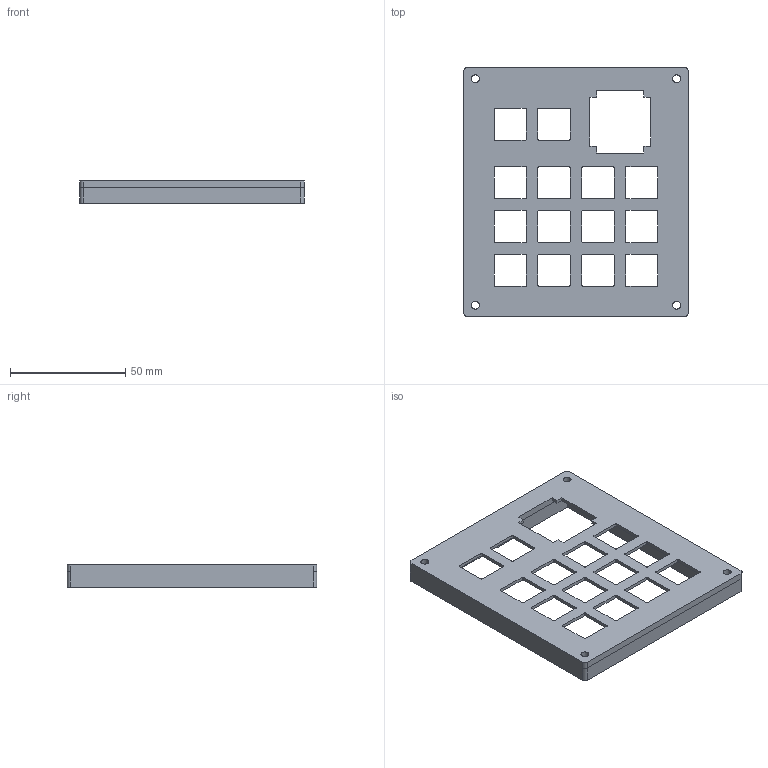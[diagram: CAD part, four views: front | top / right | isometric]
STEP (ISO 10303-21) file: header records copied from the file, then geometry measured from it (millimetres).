
FILE_DESCRIPTION(/* description */ ('','CAx-IF Rec.Pracs.---Representation and Presentation of Product Manufacturing Information (PMI)---4.0---2014-10-13'),/* implementation_level */ '2;1');
FILE_NAME(/* name */ 'MiddleLayer.step',/* time_stamp */ '2025-02-13T18:14:11-05:00',/* author */ (''),/* organization */ (''),/* preprocessor_version */ 'ST-DEVELOPER v20',/* originating_system */ 'Autodesk Translation Framework v13.20.0.188',/* authorisation */ '');
FILE_SCHEMA (('AP242_MANAGED_MODEL_BASED_3D_ENGINEERING_MIM_LF { 1 0 10303 442 1 1 4 }'));
Length unit declared in the file: millimetre
Products named in the file (2): GoosePad; GoosePad_1
Assembly tree (1 placements, depth 2):
  GoosePad
    GoosePad_1
Bounding box: 97.4 x 108.31 x 9.65 mm (x, y, z)
Volume: 40028.7 mm3; surface area: 22566.6 mm2
Topology: 1 solids, 9 shells, 582 faces, 1651 edges, 1100 vertices
Faces by surface type: bspline 332, plane 174, cylinder 76
Full cylindrical faces by diameter (mm): 3.4 x8
Entity records: 22091 total; most frequent: CARTESIAN_POINT 8980, ORIENTED_EDGE 3302, EDGE_CURVE 1651, DIRECTION 1641, VERTEX_POINT 1100, LINE 839, VECTOR 839, B_SPLINE_CURVE_WITH_KNOTS 664
